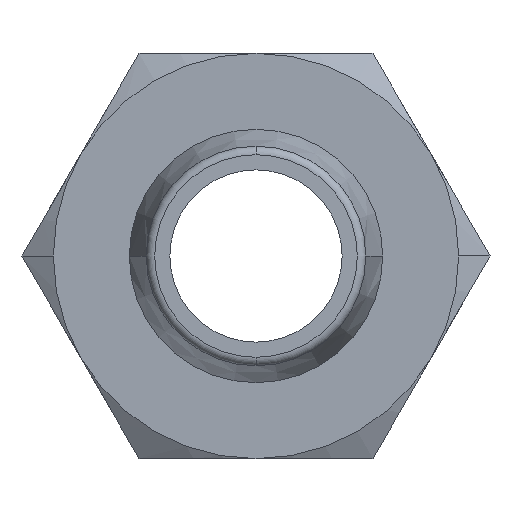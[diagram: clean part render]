
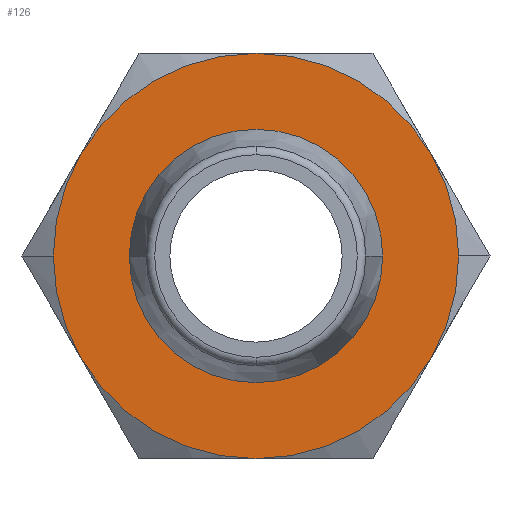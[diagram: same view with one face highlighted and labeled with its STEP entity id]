
A CAD part, front view. The second image highlights one B-rep face of the part: STEP entity #126.
In plain terms, the highlighted planar face has unit normal (0, -1, 0).
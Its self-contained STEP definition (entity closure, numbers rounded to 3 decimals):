
#126=ADVANCED_FACE('',(#266,#267),#268,.T.);
#266=FACE_OUTER_BOUND('',#415,.T.);
#267=FACE_BOUND('',#416,.T.);
#268=PLANE('',#417);
#415=EDGE_LOOP('',(#710,#711,#712,#713,#714,#715,#716,#717));
#416=EDGE_LOOP('',(#718,#719));
#417=AXIS2_PLACEMENT_3D('',#720,#721,#722);
#710=ORIENTED_EDGE('',*,*,#976,.F.);
#711=ORIENTED_EDGE('',*,*,#977,.F.);
#712=ORIENTED_EDGE('',*,*,#916,.F.);
#713=ORIENTED_EDGE('',*,*,#978,.F.);
#714=ORIENTED_EDGE('',*,*,#979,.F.);
#715=ORIENTED_EDGE('',*,*,#980,.F.);
#716=ORIENTED_EDGE('',*,*,#934,.F.);
#717=ORIENTED_EDGE('',*,*,#896,.F.);
#718=ORIENTED_EDGE('',*,*,#903,.F.);
#719=ORIENTED_EDGE('',*,*,#974,.F.);
#720=CARTESIAN_POINT('',(6.0,28.0,0.0));
#721=DIRECTION('',(-0.0,-1.0,-0.0));
#722=DIRECTION('',(-1.0,0.0,0.0));
#896=EDGE_CURVE('',#1067,#1070,#1071,.T.);
#903=EDGE_CURVE('',#1081,#1075,#1083,.T.);
#916=EDGE_CURVE('',#1102,#1055,#1104,.T.);
#934=EDGE_CURVE('',#1070,#1111,#1130,.T.);
#974=EDGE_CURVE('',#1075,#1081,#1182,.T.);
#976=EDGE_CURVE('',#1184,#1067,#1185,.T.);
#977=EDGE_CURVE('',#1055,#1184,#1186,.T.);
#978=EDGE_CURVE('',#1187,#1102,#1188,.T.);
#979=EDGE_CURVE('',#1121,#1187,#1189,.T.);
#980=EDGE_CURVE('',#1111,#1121,#1190,.T.);
#1055=VERTEX_POINT('',#1271);
#1067=VERTEX_POINT('',#1329);
#1070=VERTEX_POINT('',#1333);
#1071=CIRCLE('',#1334,12.0);
#1075=VERTEX_POINT('',#1349);
#1081=VERTEX_POINT('',#1356);
#1083=CIRCLE('',#1359,7.5);
#1102=VERTEX_POINT('',#1390);
#1104=CIRCLE('',#1403,12.0);
#1111=VERTEX_POINT('',#1432);
#1121=VERTEX_POINT('',#1477);
#1130=CIRCLE('',#1542,12.0);
#1182=CIRCLE('',#1632,7.5);
#1184=VERTEX_POINT('',#1634);
#1185=CIRCLE('',#1635,12.0);
#1186=CIRCLE('',#1636,12.0);
#1187=VERTEX_POINT('',#1637);
#1188=CIRCLE('',#1638,12.0);
#1189=CIRCLE('',#1639,12.0);
#1190=CIRCLE('',#1640,12.0);
#1271=CARTESIAN_POINT('',(0.,28.0,12.0));
#1329=CARTESIAN_POINT('',(12.0,28.0,0.));
#1333=CARTESIAN_POINT('',(10.392,28.0,-6.0));
#1334=AXIS2_PLACEMENT_3D('',#1774,#1775,#1776);
#1349=CARTESIAN_POINT('',(7.5,28.0,0.));
#1356=CARTESIAN_POINT('',(-7.5,28.0,0.));
#1359=AXIS2_PLACEMENT_3D('',#1785,#1786,#1787);
#1390=CARTESIAN_POINT('',(-10.392,28.0,6.0));
#1403=AXIS2_PLACEMENT_3D('',#1807,#1808,#1809);
#1432=CARTESIAN_POINT('',(0.0,28.0,-12.0));
#1477=CARTESIAN_POINT('',(-10.392,28.0,-6.0));
#1542=AXIS2_PLACEMENT_3D('',#1813,#1814,#1815);
#1632=AXIS2_PLACEMENT_3D('',#1875,#1876,#1877);
#1634=CARTESIAN_POINT('',(10.392,28.0,6.0));
#1635=AXIS2_PLACEMENT_3D('',#1878,#1879,#1880);
#1636=AXIS2_PLACEMENT_3D('',#1881,#1882,#1883);
#1637=CARTESIAN_POINT('',(-12.0,28.0,0.));
#1638=AXIS2_PLACEMENT_3D('',#1884,#1885,#1886);
#1639=AXIS2_PLACEMENT_3D('',#1887,#1888,#1889);
#1640=AXIS2_PLACEMENT_3D('',#1890,#1891,#1892);
#1774=CARTESIAN_POINT('',(0.0,28.0,0.0));
#1775=DIRECTION('',(-0.0,1.0,0.0));
#1776=DIRECTION('',(1.0,0.0,0.0));
#1785=CARTESIAN_POINT('',(0.0,28.0,0.0));
#1786=DIRECTION('',(0.0,-1.0,0.0));
#1787=DIRECTION('',(1.0,0.0,0.0));
#1807=CARTESIAN_POINT('',(0.0,28.0,0.0));
#1808=DIRECTION('',(-0.0,1.0,0.0));
#1809=DIRECTION('',(1.0,0.0,0.0));
#1813=CARTESIAN_POINT('',(0.0,28.0,0.0));
#1814=DIRECTION('',(-0.0,1.0,0.0));
#1815=DIRECTION('',(1.0,0.0,0.0));
#1875=CARTESIAN_POINT('',(0.0,28.0,0.0));
#1876=DIRECTION('',(0.0,-1.0,0.0));
#1877=DIRECTION('',(1.0,0.0,0.0));
#1878=CARTESIAN_POINT('',(0.0,28.0,0.0));
#1879=DIRECTION('',(-0.0,1.0,0.0));
#1880=DIRECTION('',(1.0,0.0,0.0));
#1881=CARTESIAN_POINT('',(0.0,28.0,0.0));
#1882=DIRECTION('',(-0.0,1.0,0.0));
#1883=DIRECTION('',(1.0,0.0,0.0));
#1884=CARTESIAN_POINT('',(0.0,28.0,0.0));
#1885=DIRECTION('',(-0.0,1.0,0.0));
#1886=DIRECTION('',(1.0,0.0,0.0));
#1887=CARTESIAN_POINT('',(0.0,28.0,0.0));
#1888=DIRECTION('',(-0.0,1.0,0.0));
#1889=DIRECTION('',(1.0,0.0,0.0));
#1890=CARTESIAN_POINT('',(0.0,28.0,0.0));
#1891=DIRECTION('',(-0.0,1.0,0.0));
#1892=DIRECTION('',(1.0,0.0,0.0));
